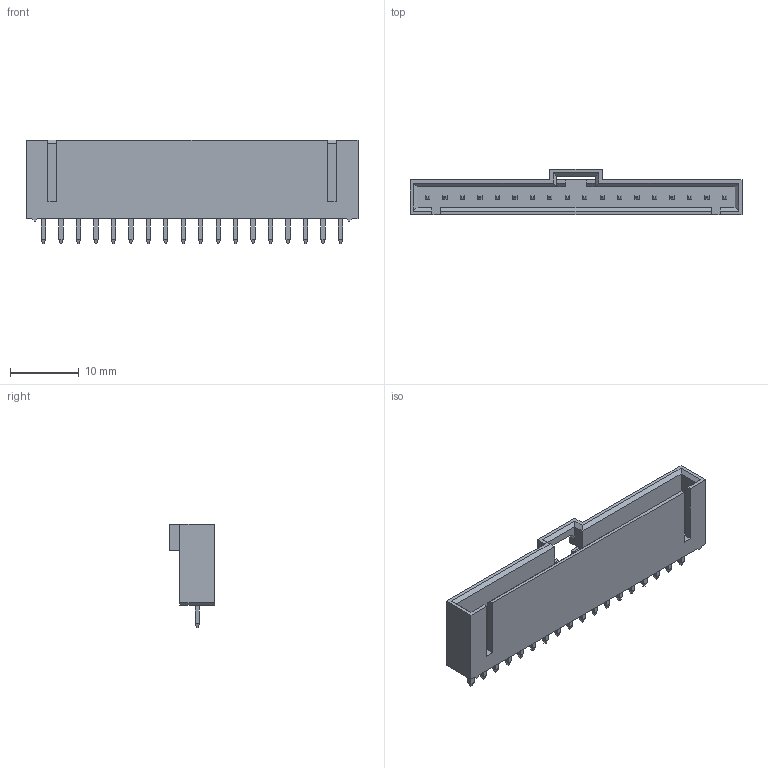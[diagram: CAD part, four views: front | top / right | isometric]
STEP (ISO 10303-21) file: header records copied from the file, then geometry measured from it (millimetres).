
FILE_DESCRIPTION((''),'2;1');
FILE_NAME('705430052','2017-02-22T',('ghp'),(''),'PRO/ENGINEER BY PARAMETRIC TECHNOLOGY CORPORATION, 2012310','PRO/ENGINEER BY PARAMETRIC TECHNOLOGY CORPORATION, 2012310','');
FILE_SCHEMA(('CONFIG_CONTROL_DESIGN'));
Length unit declared in the file: inch
Products named in the file (1): 705430052
Bounding box: 48.26 x 6.6 x 15.11 mm (x, y, z)
Volume: 1565.5 mm3; surface area: 2968 mm2
Topology: 1 solids, 1 shells, 381 faces, 917 edges, 572 vertices
Faces by surface type: plane 379, cylinder 2
Entity records: 10690 total; most frequent: CARTESIAN_POINT 1835, ORIENTED_EDGE 1762, DIRECTION 1721, EDGE_CURVE 881, VECTOR 877, LINE 877, VERTEX_POINT 536, AXIS2_PLACEMENT_3D 422
